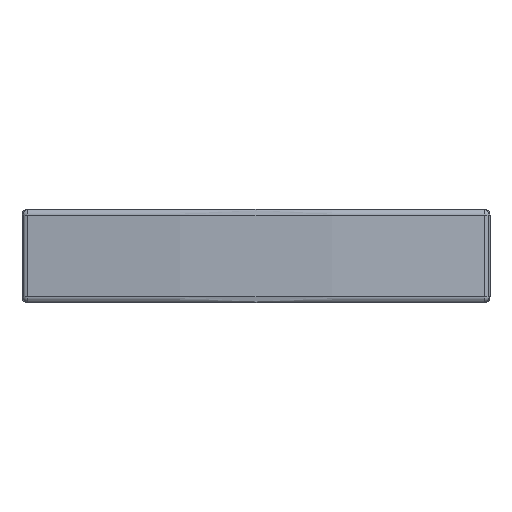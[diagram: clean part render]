
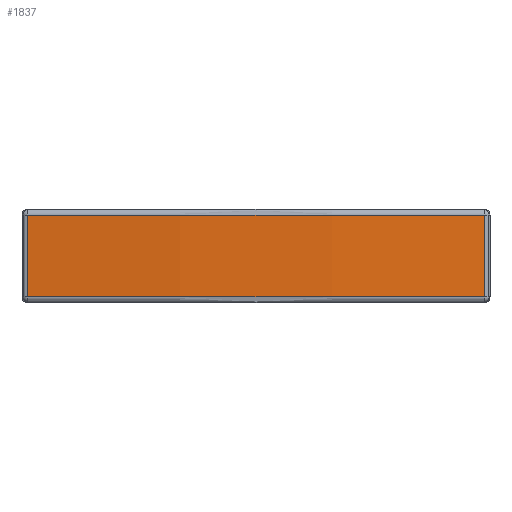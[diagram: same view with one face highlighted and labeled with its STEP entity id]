
A CAD part, front view. The second image highlights one B-rep face of the part: STEP entity #1837.
In plain terms, the highlighted cylindrical face has radius 191.335 mm (diameter 382.671 mm), a partial arc.
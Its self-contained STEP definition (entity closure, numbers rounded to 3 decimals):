
#1289=AXIS2_PLACEMENT_3D('Circle Axis2P3D',#1287,#1288,$) ;
#1547=AXIS2_PLACEMENT_3D('Circle Axis2P3D',#1545,#1546,$) ;
#1819=AXIS2_PLACEMENT_3D('Cylinder Axis2P3D',#1816,#1817,#1818) ;
#1277=CARTESIAN_POINT('Vertex',(0.449,1.002,0.5)) ;
#1284=CARTESIAN_POINT('Vertex',(39.551,1.002,0.5)) ;
#1287=CARTESIAN_POINT('Axis2P3D Location',(20.,191.335,0.5)) ;
#1535=CARTESIAN_POINT('Vertex',(39.551,1.002,7.5)) ;
#1542=CARTESIAN_POINT('Vertex',(0.449,1.002,7.5)) ;
#1545=CARTESIAN_POINT('Axis2P3D Location',(20.,191.335,7.5)) ;
#1816=CARTESIAN_POINT('Axis2P3D Location',(20.,191.335,0.)) ;
#1821=CARTESIAN_POINT('Line Origine',(39.551,1.002,0.)) ;
#1826=CARTESIAN_POINT('Line Origine',(0.449,1.002,0.)) ;
#1288=DIRECTION('Axis2P3D Direction',(0.,0.,-1.)) ;
#1546=DIRECTION('Axis2P3D Direction',(0.,0.,1.)) ;
#1817=DIRECTION('Axis2P3D Direction',(0.,0.,1.)) ;
#1818=DIRECTION('Axis2P3D XDirection',(-0.105,-0.995,0.)) ;
#1822=DIRECTION('Vector Direction',(0.,0.,1.)) ;
#1827=DIRECTION('Vector Direction',(0.,0.,1.)) ;
#1823=VECTOR('Line Direction',#1822,1.) ;
#1828=VECTOR('Line Direction',#1827,1.) ;
#1832=ORIENTED_EDGE('',*,*,#1291,.F.) ;
#1833=ORIENTED_EDGE('',*,*,#1825,.F.) ;
#1834=ORIENTED_EDGE('',*,*,#1549,.F.) ;
#1835=ORIENTED_EDGE('',*,*,#1830,.F.) ;
#1837=ADVANCED_FACE('Volumenk\X2\00F6\X0\rper3',(#1836),#1820,.T.) ;
#1290=CIRCLE('generated circle',#1289,191.335) ;
#1548=CIRCLE('generated circle',#1547,191.335) ;
#1820=CYLINDRICAL_SURFACE('generated cylinder',#1819,191.335) ;
#1291=EDGE_CURVE('',#1285,#1278,#1290,.T.) ;
#1549=EDGE_CURVE('',#1543,#1536,#1548,.T.) ;
#1825=EDGE_CURVE('',#1536,#1285,#1824,.F.) ;
#1830=EDGE_CURVE('',#1278,#1543,#1829,.T.) ;
#1831=EDGE_LOOP('',(#1832,#1833,#1834,#1835)) ;
#1836=FACE_OUTER_BOUND('',#1831,.T.) ;
#1824=LINE('Line',#1821,#1823) ;
#1829=LINE('Line',#1826,#1828) ;
#1278=VERTEX_POINT('',#1277) ;
#1285=VERTEX_POINT('',#1284) ;
#1536=VERTEX_POINT('',#1535) ;
#1543=VERTEX_POINT('',#1542) ;
